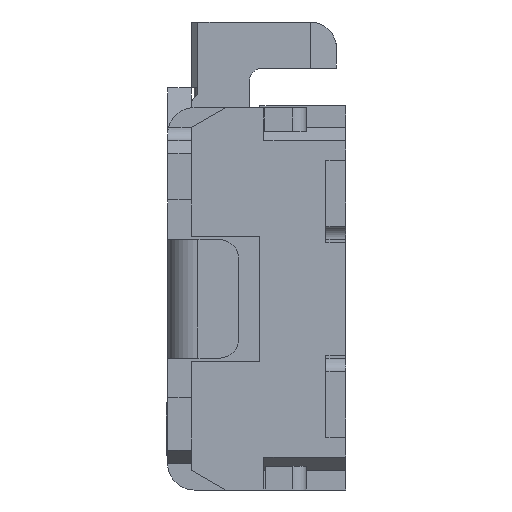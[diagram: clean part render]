
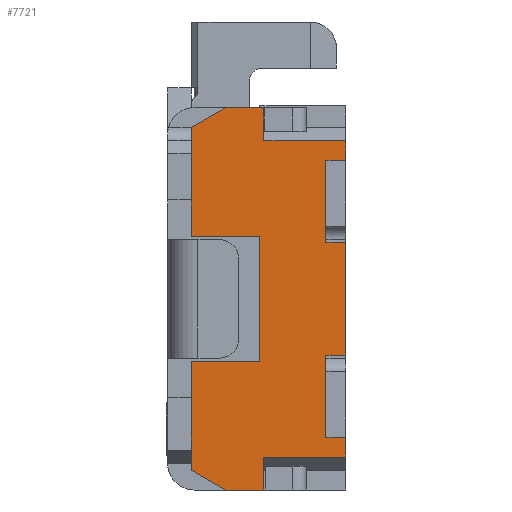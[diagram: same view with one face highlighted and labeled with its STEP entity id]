
A CAD part, left-side view. The second image highlights one B-rep face of the part: STEP entity #7721.
In plain terms, the highlighted planar face has unit normal (-1, 0, 0).
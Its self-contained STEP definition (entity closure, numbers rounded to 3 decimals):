
#488=FACE_OUTER_BOUND('',#889,.T.);
#889=EDGE_LOOP('',(#6504,#6505,#6506,#6507,#6508,#6509,#6510,#6511,#6512,
#6513,#6514,#6515,#6516,#6517,#6518,#6519,#6520,#6521,#6522,#6523,#6524,
#6525));
#1109=LINE('',#10658,#2113);
#1114=LINE('',#10669,#2118);
#1250=LINE('',#10970,#2254);
#1255=LINE('',#10980,#2259);
#1260=LINE('',#10990,#2264);
#1758=LINE('',#12132,#2762);
#1761=LINE('',#12138,#2765);
#1765=LINE('',#12145,#2769);
#1767=LINE('',#12149,#2771);
#1769=LINE('',#12153,#2773);
#1771=LINE('',#12157,#2775);
#1773=LINE('',#12161,#2777);
#1775=LINE('',#12165,#2779);
#1778=LINE('',#12170,#2782);
#1827=LINE('',#12264,#2831);
#1828=LINE('',#12267,#2832);
#1829=LINE('',#12268,#2833);
#1830=LINE('',#12269,#2834);
#1831=LINE('',#12270,#2835);
#1832=LINE('',#12271,#2836);
#1833=LINE('',#12272,#2837);
#1834=LINE('',#12273,#2838);
#2113=VECTOR('',#8581,1000.);
#2118=VECTOR('',#8588,1000.);
#2254=VECTOR('',#8772,1000.);
#2259=VECTOR('',#8777,1000.);
#2264=VECTOR('',#8782,1000.);
#2762=VECTOR('',#9798,1000.);
#2765=VECTOR('',#9803,1000.);
#2769=VECTOR('',#9809,1000.);
#2771=VECTOR('',#9813,1000.);
#2773=VECTOR('',#9817,1000.);
#2775=VECTOR('',#9821,1000.);
#2777=VECTOR('',#9825,1000.);
#2779=VECTOR('',#9829,1000.);
#2782=VECTOR('',#9834,1000.);
#2831=VECTOR('',#9947,1000.);
#2832=VECTOR('',#9950,1000.);
#2833=VECTOR('',#9951,1000.);
#2834=VECTOR('',#9952,1000.);
#2835=VECTOR('',#9953,1000.);
#2836=VECTOR('',#9954,1000.);
#2837=VECTOR('',#9955,1000.);
#2838=VECTOR('',#9956,1000.);
#3110=VERTEX_POINT('',#10656);
#3111=VERTEX_POINT('',#10657);
#3115=VERTEX_POINT('',#10667);
#3116=VERTEX_POINT('',#10668);
#3248=VERTEX_POINT('',#10967);
#3249=VERTEX_POINT('',#10969);
#3253=VERTEX_POINT('',#10977);
#3254=VERTEX_POINT('',#10979);
#3258=VERTEX_POINT('',#10987);
#3259=VERTEX_POINT('',#10989);
#3619=VERTEX_POINT('',#12129);
#3620=VERTEX_POINT('',#12131);
#3622=VERTEX_POINT('',#12137);
#3624=VERTEX_POINT('',#12144);
#3625=VERTEX_POINT('',#12148);
#3626=VERTEX_POINT('',#12152);
#3627=VERTEX_POINT('',#12156);
#3628=VERTEX_POINT('',#12160);
#3629=VERTEX_POINT('',#12164);
#3630=VERTEX_POINT('',#12168);
#3643=VERTEX_POINT('',#12262);
#3644=VERTEX_POINT('',#12266);
#3864=EDGE_CURVE('',#3110,#3111,#1109,.T.);
#3869=EDGE_CURVE('',#3115,#3116,#1114,.T.);
#4012=EDGE_CURVE('',#3248,#3249,#1250,.T.);
#4017=EDGE_CURVE('',#3253,#3254,#1255,.T.);
#4022=EDGE_CURVE('',#3258,#3259,#1260,.T.);
#4591=EDGE_CURVE('',#3619,#3620,#1758,.T.);
#4594=EDGE_CURVE('',#3620,#3622,#1761,.T.);
#4598=EDGE_CURVE('',#3622,#3624,#1765,.T.);
#4600=EDGE_CURVE('',#3624,#3625,#1767,.T.);
#4602=EDGE_CURVE('',#3625,#3626,#1769,.T.);
#4604=EDGE_CURVE('',#3626,#3627,#1771,.T.);
#4606=EDGE_CURVE('',#3627,#3628,#1773,.T.);
#4608=EDGE_CURVE('',#3628,#3629,#1775,.T.);
#4611=EDGE_CURVE('',#3629,#3630,#1778,.T.);
#4660=EDGE_CURVE('',#3643,#3248,#1827,.T.);
#4661=EDGE_CURVE('',#3644,#3619,#1828,.T.);
#4662=EDGE_CURVE('',#3644,#3259,#1829,.T.);
#4663=EDGE_CURVE('',#3116,#3258,#1830,.T.);
#4664=EDGE_CURVE('',#3254,#3115,#1831,.T.);
#4665=EDGE_CURVE('',#3111,#3253,#1832,.T.);
#4666=EDGE_CURVE('',#3249,#3110,#1833,.T.);
#4667=EDGE_CURVE('',#3630,#3643,#1834,.T.);
#6504=ORIENTED_EDGE('',*,*,#4661,.F.);
#6505=ORIENTED_EDGE('',*,*,#4662,.T.);
#6506=ORIENTED_EDGE('',*,*,#4022,.F.);
#6507=ORIENTED_EDGE('',*,*,#4663,.F.);
#6508=ORIENTED_EDGE('',*,*,#3869,.F.);
#6509=ORIENTED_EDGE('',*,*,#4664,.F.);
#6510=ORIENTED_EDGE('',*,*,#4017,.F.);
#6511=ORIENTED_EDGE('',*,*,#4665,.F.);
#6512=ORIENTED_EDGE('',*,*,#3864,.F.);
#6513=ORIENTED_EDGE('',*,*,#4666,.F.);
#6514=ORIENTED_EDGE('',*,*,#4012,.F.);
#6515=ORIENTED_EDGE('',*,*,#4660,.F.);
#6516=ORIENTED_EDGE('',*,*,#4667,.F.);
#6517=ORIENTED_EDGE('',*,*,#4611,.F.);
#6518=ORIENTED_EDGE('',*,*,#4608,.F.);
#6519=ORIENTED_EDGE('',*,*,#4606,.F.);
#6520=ORIENTED_EDGE('',*,*,#4604,.F.);
#6521=ORIENTED_EDGE('',*,*,#4602,.F.);
#6522=ORIENTED_EDGE('',*,*,#4600,.F.);
#6523=ORIENTED_EDGE('',*,*,#4598,.F.);
#6524=ORIENTED_EDGE('',*,*,#4594,.F.);
#6525=ORIENTED_EDGE('',*,*,#4591,.F.);
#7344=PLANE('',#8252);
#7721=ADVANCED_FACE('',(#488),#7344,.F.);
#8252=AXIS2_PLACEMENT_3D('',#12265,#9948,#9949);
#8581=DIRECTION('',(0.,0.,-1.));
#8588=DIRECTION('',(0.,0.,-1.));
#8772=DIRECTION('',(0.,0.,-1.));
#8777=DIRECTION('',(0.,0.,-1.));
#8782=DIRECTION('',(0.,0.,-1.));
#9798=DIRECTION('',(0.,1.,0.));
#9803=DIRECTION('',(0.,0.866,0.5));
#9809=DIRECTION('',(0.,0.,1.));
#9813=DIRECTION('',(0.,-1.,0.));
#9817=DIRECTION('',(0.,0.,1.));
#9821=DIRECTION('',(0.,1.,0.));
#9825=DIRECTION('',(0.,0.,1.));
#9829=DIRECTION('',(0.,-0.866,0.5));
#9834=DIRECTION('',(0.,-1.,0.));
#9947=DIRECTION('',(0.,-1.,0.));
#9948=DIRECTION('center_axis',(1.,0.,0.));
#9949=DIRECTION('ref_axis',(0.,0.,-1.));
#9950=DIRECTION('',(0.,0.,-1.));
#9951=DIRECTION('',(0.,-1.,0.));
#9952=DIRECTION('',(0.,-1.,0.));
#9953=DIRECTION('',(0.,1.,0.));
#9954=DIRECTION('',(0.,-1.,0.));
#9955=DIRECTION('',(0.,1.,0.));
#9956=DIRECTION('',(0.,0.,-1.));
#10656=CARTESIAN_POINT('',(-1.75,0.15,1.05));
#10657=CARTESIAN_POINT('',(-1.75,0.15,0.43));
#10658=CARTESIAN_POINT('',(-1.75,0.15,-1.45));
#10667=CARTESIAN_POINT('',(-1.75,0.15,-0.43));
#10668=CARTESIAN_POINT('',(-1.75,0.15,-1.05));
#10669=CARTESIAN_POINT('',(-1.75,0.15,-1.45));
#10967=CARTESIAN_POINT('',(-1.75,0.,1.2));
#10969=CARTESIAN_POINT('',(-1.75,0.,1.05));
#10970=CARTESIAN_POINT('',(-1.75,0.,1.3));
#10977=CARTESIAN_POINT('',(-1.75,0.,0.43));
#10979=CARTESIAN_POINT('',(-1.75,0.,-0.43));
#10980=CARTESIAN_POINT('',(-1.75,0.,1.3));
#10987=CARTESIAN_POINT('',(-1.75,0.,-1.05));
#10989=CARTESIAN_POINT('',(-1.75,0.,-1.2));
#10990=CARTESIAN_POINT('',(-1.75,0.,1.3));
#12129=CARTESIAN_POINT('',(-1.75,0.62,-1.45));
#12131=CARTESIAN_POINT('',(-1.75,0.91,-1.45));
#12132=CARTESIAN_POINT('',(-1.75,1.17,-1.45));
#12137=CARTESIAN_POINT('',(-1.75,1.17,-1.3));
#12138=CARTESIAN_POINT('',(-1.75,0.91,-1.45));
#12144=CARTESIAN_POINT('',(-1.75,1.17,-0.475));
#12145=CARTESIAN_POINT('',(-1.75,1.17,-1.45));
#12148=CARTESIAN_POINT('',(-1.75,0.65,-0.475));
#12149=CARTESIAN_POINT('',(-1.75,1.17,-0.475));
#12152=CARTESIAN_POINT('',(-1.75,0.65,0.475));
#12153=CARTESIAN_POINT('',(-1.75,0.65,-1.45));
#12156=CARTESIAN_POINT('',(-1.75,1.17,0.475));
#12157=CARTESIAN_POINT('',(-1.75,1.17,0.475));
#12160=CARTESIAN_POINT('',(-1.75,1.17,1.3));
#12161=CARTESIAN_POINT('',(-1.75,1.17,-1.45));
#12164=CARTESIAN_POINT('',(-1.75,0.91,1.45));
#12165=CARTESIAN_POINT('',(-1.75,1.17,1.3));
#12168=CARTESIAN_POINT('',(-1.75,0.62,1.45));
#12170=CARTESIAN_POINT('',(-1.75,1.17,1.45));
#12262=CARTESIAN_POINT('',(-1.75,0.62,1.2));
#12264=CARTESIAN_POINT('',(-1.75,1.17,1.2));
#12265=CARTESIAN_POINT('Origin',(-1.75,1.17,-1.45));
#12266=CARTESIAN_POINT('',(-1.75,0.62,-1.2));
#12267=CARTESIAN_POINT('',(-1.75,0.62,-1.45));
#12268=CARTESIAN_POINT('',(-1.75,1.171,-1.2));
#12269=CARTESIAN_POINT('',(-1.75,0.001,-1.05));
#12270=CARTESIAN_POINT('',(-1.75,1.17,-0.43));
#12271=CARTESIAN_POINT('',(-1.75,1.17,0.43));
#12272=CARTESIAN_POINT('',(-1.75,1.17,1.05));
#12273=CARTESIAN_POINT('',(-1.75,0.62,1.45));
